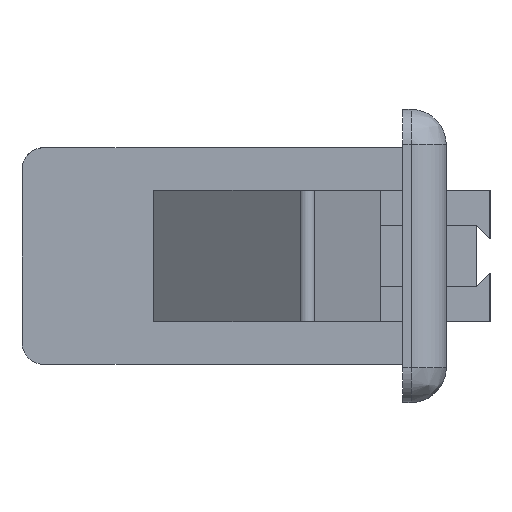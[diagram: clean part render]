
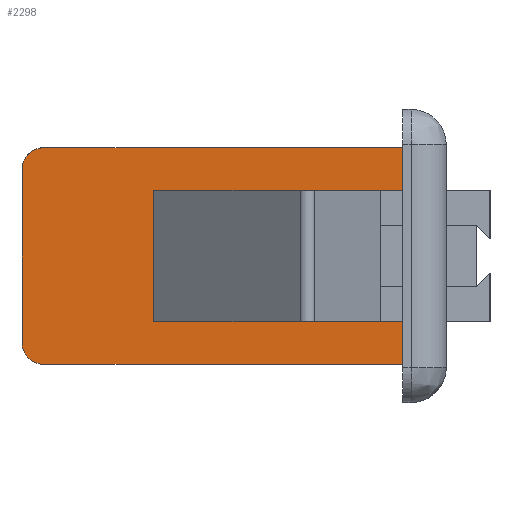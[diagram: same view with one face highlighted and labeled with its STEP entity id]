
A CAD part, left-side view. The second image highlights one B-rep face of the part: STEP entity #2298.
In plain terms, the highlighted free-form (B-spline) face has degree [1, 1] with [2, 2] control points.
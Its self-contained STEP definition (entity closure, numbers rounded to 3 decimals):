
#482=CARTESIAN_POINT('',(-19.8,-8.19,-1.5));
#483=VERTEX_POINT('',#482);
#489=CARTESIAN_POINT('',(-19.8,-8.19,1.5));
#490=VERTEX_POINT('',#489);
#1149=CARTESIAN_POINT('',(-19.8,-8.7,-2.475));
#1150=VERTEX_POINT('',#1149);
#1151=CARTESIAN_POINT('',(-19.8,-0.5,-2.475));
#1152=VERTEX_POINT('',#1151);
#1153=CARTESIAN_POINT('',(-19.8,-8.7,-2.475));
#1154=CARTESIAN_POINT('',(-19.8,-0.5,-2.475));
#1155=QUASI_UNIFORM_CURVE('',1,(#1153,#1154),.UNSPECIFIED.,.F.,.U.);
#1156=EDGE_CURVE('',#1150,#1152,#1155,.T.);
#1194=CARTESIAN_POINT('',(-19.8,-0.5,2.475));
#1195=VERTEX_POINT('',#1194);
#1201=CARTESIAN_POINT('',(-19.8,-8.7,2.475));
#1202=VERTEX_POINT('',#1201);
#1203=CARTESIAN_POINT('',(-19.8,-0.5,2.475));
#1204=CARTESIAN_POINT('',(-19.8,-8.7,2.475));
#1205=QUASI_UNIFORM_CURVE('',1,(#1203,#1204),.UNSPECIFIED.,.F.,.U.);
#1206=EDGE_CURVE('',#1195,#1202,#1205,.T.);
#1379=CARTESIAN_POINT('',(-19.8,-8.7,1.5));
#1380=VERTEX_POINT('',#1379);
#1381=CARTESIAN_POINT('',(-19.8,-8.7,2.475));
#1382=CARTESIAN_POINT('',(-19.8,-8.7,1.5));
#1383=QUASI_UNIFORM_CURVE('',1,(#1381,#1382),.UNSPECIFIED.,.F.,.U.);
#1384=EDGE_CURVE('',#1202,#1380,#1383,.T.);
#1412=CARTESIAN_POINT('',(-19.8,-8.7,-1.5));
#1413=VERTEX_POINT('',#1412);
#1419=CARTESIAN_POINT('',(-19.8,-8.7,-1.5));
#1420=CARTESIAN_POINT('',(-19.8,-8.7,-2.475));
#1421=QUASI_UNIFORM_CURVE('',1,(#1419,#1420),.UNSPECIFIED.,.F.,.U.);
#1422=EDGE_CURVE('',#1413,#1150,#1421,.T.);
#1760=CARTESIAN_POINT('',(-19.8,0.0,-1.975));
#1761=VERTEX_POINT('',#1760);
#1762=CARTESIAN_POINT('',(-19.8,0.0,-1.975));
#1763=CARTESIAN_POINT('',(-19.8,0.0,-2.475));
#1764=CARTESIAN_POINT('',(-19.8,-0.5,-2.475));
#1772=(BOUNDED_CURVE()B_SPLINE_CURVE(2,(#1762,#1763,#1764),.UNSPECIFIED.,.F.,.U.)CURVE()GEOMETRIC_REPRESENTATION_ITEM()QUASI_UNIFORM_CURVE()RATIONAL_B_SPLINE_CURVE((1.0,0.707,1.0))REPRESENTATION_ITEM(''));
#1773=EDGE_CURVE('',#1761,#1152,#1772,.T.);
#1813=CARTESIAN_POINT('',(-19.8,0.0,1.975));
#1814=VERTEX_POINT('',#1813);
#1815=CARTESIAN_POINT('',(-19.8,-0.5,2.475));
#1816=CARTESIAN_POINT('',(-19.8,0.0,2.475));
#1817=CARTESIAN_POINT('',(-19.8,0.0,1.975));
#1825=(BOUNDED_CURVE()B_SPLINE_CURVE(2,(#1815,#1816,#1817),.UNSPECIFIED.,.F.,.U.)CURVE()GEOMETRIC_REPRESENTATION_ITEM()QUASI_UNIFORM_CURVE()RATIONAL_B_SPLINE_CURVE((1.0,0.707,1.0))REPRESENTATION_ITEM(''));
#1826=EDGE_CURVE('',#1195,#1814,#1825,.T.);
#2028=CARTESIAN_POINT('',(-19.8,-8.7,-1.5));
#2029=CARTESIAN_POINT('',(-19.8,-8.19,-1.5));
#2030=QUASI_UNIFORM_CURVE('',1,(#2028,#2029),.UNSPECIFIED.,.F.,.U.);
#2031=EDGE_CURVE('',#1413,#483,#2030,.T.);
#2062=CARTESIAN_POINT('',(-19.8,-8.19,1.5));
#2063=CARTESIAN_POINT('',(-19.8,-8.7,1.5));
#2064=QUASI_UNIFORM_CURVE('',1,(#2062,#2063),.UNSPECIFIED.,.F.,.U.);
#2065=EDGE_CURVE('',#490,#1380,#2064,.T.);
#2197=CARTESIAN_POINT('',(-19.8,-3.006,-1.5));
#2198=VERTEX_POINT('',#2197);
#2204=CARTESIAN_POINT('',(-19.8,-8.19,-1.5));
#2205=CARTESIAN_POINT('',(-19.8,-3.006,-1.5));
#2206=QUASI_UNIFORM_CURVE('',1,(#2204,#2205),.UNSPECIFIED.,.F.,.U.);
#2207=EDGE_CURVE('',#483,#2198,#2206,.T.);
#2220=CARTESIAN_POINT('',(-19.8,-3.006,1.5));
#2221=VERTEX_POINT('',#2220);
#2222=CARTESIAN_POINT('',(-19.8,-8.19,1.5));
#2223=CARTESIAN_POINT('',(-19.8,-3.006,1.5));
#2224=QUASI_UNIFORM_CURVE('',1,(#2222,#2223),.UNSPECIFIED.,.F.,.U.);
#2225=EDGE_CURVE('',#490,#2221,#2224,.T.);
#2243=CARTESIAN_POINT('',(-19.8,-3.006,1.5));
#2244=CARTESIAN_POINT('',(-19.8,-3.006,-1.5));
#2245=QUASI_UNIFORM_CURVE('',1,(#2243,#2244),.UNSPECIFIED.,.F.,.U.);
#2246=EDGE_CURVE('',#2221,#2198,#2245,.T.);
#2275=CARTESIAN_POINT('',(-19.8,-9.135,-2.722));
#2276=CARTESIAN_POINT('',(-19.8,0.435,-2.722));
#2277=CARTESIAN_POINT('',(-19.8,-9.135,2.722));
#2278=CARTESIAN_POINT('',(-19.8,0.435,2.722));
#2279=B_SPLINE_SURFACE_WITH_KNOTS('',1,1,((#2275,#2277),(#2276,#2278)),.UNSPECIFIED.,.F.,.F.,.U.,(2,2),(2,2),(0.0,9.569),(0.0,5.445),.UNSPECIFIED.);
#2280=ORIENTED_EDGE('',*,*,#1206,.F.);
#2281=ORIENTED_EDGE('',*,*,#1826,.T.);
#2282=CARTESIAN_POINT('',(-19.8,0.0,-1.975));
#2283=CARTESIAN_POINT('',(-19.8,0.0,1.975));
#2284=QUASI_UNIFORM_CURVE('',1,(#2282,#2283),.UNSPECIFIED.,.F.,.U.);
#2285=EDGE_CURVE('',#1761,#1814,#2284,.T.);
#2286=ORIENTED_EDGE('',*,*,#2285,.F.);
#2287=ORIENTED_EDGE('',*,*,#1773,.T.);
#2288=ORIENTED_EDGE('',*,*,#1156,.F.);
#2289=ORIENTED_EDGE('',*,*,#1422,.F.);
#2290=ORIENTED_EDGE('',*,*,#2031,.T.);
#2291=ORIENTED_EDGE('',*,*,#2207,.T.);
#2292=ORIENTED_EDGE('',*,*,#2246,.F.);
#2293=ORIENTED_EDGE('',*,*,#2225,.F.);
#2294=ORIENTED_EDGE('',*,*,#2065,.T.);
#2295=ORIENTED_EDGE('',*,*,#1384,.F.);
#2296=EDGE_LOOP('',(#2280,#2281,#2286,#2287,#2288,#2289,#2290,#2291,#2292,#2293,#2294,#2295));
#2297=FACE_OUTER_BOUND('',#2296,.T.);
#2298=ADVANCED_FACE('',(#2297),#2279,.F.);
